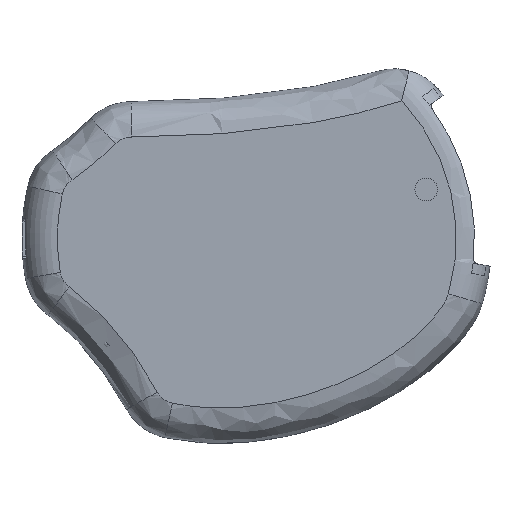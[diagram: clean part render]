
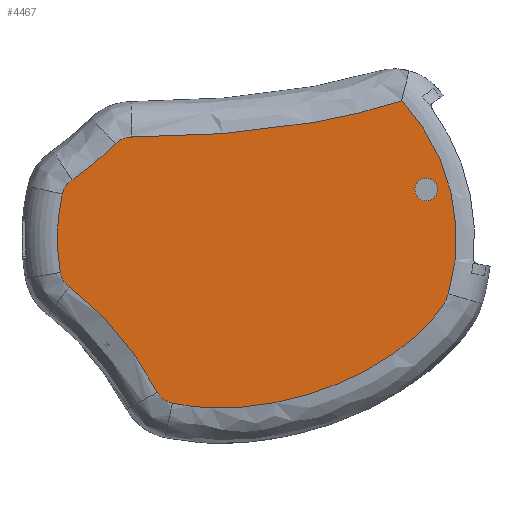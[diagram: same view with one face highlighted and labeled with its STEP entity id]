
A CAD part, front view. The second image highlights one B-rep face of the part: STEP entity #4467.
In plain terms, the highlighted planar face has unit normal (0, -1, 0).
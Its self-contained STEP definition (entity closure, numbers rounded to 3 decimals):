
#18=FACE_BOUND('',#1249,.T.);
#69=PLANE('',#4805);
#996=FACE_OUTER_BOUND('',#1248,.T.);
#1248=EDGE_LOOP('',(#3516,#3517,#3518,#3519,#3520,#3521,#3522,#3523,#3524,
#3525));
#1249=EDGE_LOOP('',(#3526));
#1464=CIRCLE('',#4725,2.25);
#1498=CIRCLE('',#4788,39.5);
#1507=CIRCLE('',#4798,39.5);
#1718=B_SPLINE_CURVE_WITH_KNOTS('',3,(#8698,#8699,#8700,#8701,#8702,#8703,
#8704,#8705,#8706,#8707,#8708),.UNSPECIFIED.,.F.,.F.,(4,2,2,1,2,4),(0.,
1.586,3.607,4.256,5.122,5.413),
 .UNSPECIFIED.);
#1719=B_SPLINE_CURVE_WITH_KNOTS('',3,(#8748,#8749,#8750,#8751,#8752,#8753),
 .UNSPECIFIED.,.F.,.F.,(4,2,4),(-0.349,-0.175,0.),
 .UNSPECIFIED.);
#1721=B_SPLINE_CURVE_WITH_KNOTS('',3,(#8799,#8800,#8801,#8802,#8803,#8804),
 .UNSPECIFIED.,.F.,.F.,(4,2,4),(0.,0.11,1.125),
 .UNSPECIFIED.);
#1723=B_SPLINE_CURVE_WITH_KNOTS('',3,(#8850,#8851,#8852,#8853,#8854,#8855),
 .UNSPECIFIED.,.F.,.F.,(4,2,4),(-0.346,-0.173,0.),
 .UNSPECIFIED.);
#1725=B_SPLINE_CURVE_WITH_KNOTS('',3,(#8908,#8909,#8910,#8911,#8912,#8913),
 .UNSPECIFIED.,.F.,.F.,(4,2,4),(-0.343,-0.172,0.),
 .UNSPECIFIED.);
#1727=B_SPLINE_CURVE_WITH_KNOTS('',3,(#8965,#8966,#8967,#8968,#8969,#8970,
#8971),.UNSPECIFIED.,.F.,.F.,(4,2,1,4),(0.,1.033,2.006,
2.737),.UNSPECIFIED.);
#1729=B_SPLINE_CURVE_WITH_KNOTS('',3,(#9030,#9031,#9032,#9033,#9034,#9035,
#9036,#9037),.UNSPECIFIED.,.F.,.F.,(4,2,2,4),(-0.381,-0.205,
-0.103,0.),.UNSPECIFIED.);
#1731=B_SPLINE_CURVE_WITH_KNOTS('',3,(#9148,#9149,#9150,#9151,#9152,#9153,
#9154,#9155,#9156,#9157,#9158,#9159,#9160,#9161,#9162,#9163,#9164),
 .UNSPECIFIED.,.F.,.F.,(4,1,1,1,2,1,1,2,1,2,1,4),(0.,0.092,
0.185,0.37,0.647,1.047,
1.448,2.049,2.838,3.889,5.212,
6.205),.UNSPECIFIED.);
#1918=VERTEX_POINT('',#7459);
#2017=VERTEX_POINT('',#8595);
#2018=VERTEX_POINT('',#8606);
#2022=VERTEX_POINT('',#8696);
#2024=VERTEX_POINT('',#8746);
#2026=VERTEX_POINT('',#8797);
#2028=VERTEX_POINT('',#8848);
#2030=VERTEX_POINT('',#8865);
#2032=VERTEX_POINT('',#8906);
#2034=VERTEX_POINT('',#8963);
#2036=VERTEX_POINT('',#9028);
#2416=EDGE_CURVE('',#1918,#1918,#1464,.T.);
#2556=EDGE_CURVE('',#2017,#2018,#1498,.T.);
#2562=EDGE_CURVE('',#2022,#2017,#1718,.T.);
#2564=EDGE_CURVE('',#2024,#2022,#1719,.T.);
#2567=EDGE_CURVE('',#2026,#2024,#1721,.T.);
#2570=EDGE_CURVE('',#2028,#2026,#1723,.T.);
#2574=EDGE_CURVE('',#2030,#2028,#1507,.T.);
#2577=EDGE_CURVE('',#2032,#2030,#1725,.T.);
#2580=EDGE_CURVE('',#2034,#2032,#1727,.T.);
#2583=EDGE_CURVE('',#2036,#2034,#1729,.T.);
#2585=EDGE_CURVE('',#2018,#2036,#1731,.T.);
#3516=ORIENTED_EDGE('',*,*,#2556,.F.);
#3517=ORIENTED_EDGE('',*,*,#2562,.F.);
#3518=ORIENTED_EDGE('',*,*,#2564,.F.);
#3519=ORIENTED_EDGE('',*,*,#2567,.F.);
#3520=ORIENTED_EDGE('',*,*,#2570,.F.);
#3521=ORIENTED_EDGE('',*,*,#2574,.F.);
#3522=ORIENTED_EDGE('',*,*,#2577,.F.);
#3523=ORIENTED_EDGE('',*,*,#2580,.F.);
#3524=ORIENTED_EDGE('',*,*,#2583,.F.);
#3525=ORIENTED_EDGE('',*,*,#2585,.F.);
#3526=ORIENTED_EDGE('',*,*,#2416,.T.);
#4467=ADVANCED_FACE('',(#996,#18),#69,.F.);
#4725=AXIS2_PLACEMENT_3D('',#7460,#5264,#5265);
#4788=AXIS2_PLACEMENT_3D('',#8607,#5433,#5434);
#4798=AXIS2_PLACEMENT_3D('',#8867,#5453,#5454);
#4805=AXIS2_PLACEMENT_3D('',#9264,#5473,#5474);
#5264=DIRECTION('center_axis',(0.,1.,0.));
#5265=DIRECTION('ref_axis',(1.,0.,0.));
#5433=DIRECTION('center_axis',(0.,1.,0.));
#5434=DIRECTION('ref_axis',(0.98,0.,-0.2));
#5453=DIRECTION('center_axis',(0.,1.,0.));
#5454=DIRECTION('ref_axis',(-1.,0.,0.025));
#5473=DIRECTION('center_axis',(0.,1.,0.));
#5474=DIRECTION('ref_axis',(1.,0.,0.));
#7459=CARTESIAN_POINT('',(31.29,0.,9.61));
#7460=CARTESIAN_POINT('Origin',(33.54,0.,9.61));
#8595=CARTESIAN_POINT('',(28.674,0.,27.167));
#8606=CARTESIAN_POINT('',(37.928,0.,-11.031));
#8607=CARTESIAN_POINT('Origin',(0.,0.,0.));
#8696=CARTESIAN_POINT('',(-24.812,0.,20.016));
#8698=CARTESIAN_POINT('Ctrl Pts',(-24.812,0.,
20.016));
#8699=CARTESIAN_POINT('Ctrl Pts',(-19.525,0.,
20.025));
#8700=CARTESIAN_POINT('Ctrl Pts',(-14.231,0.,
20.186));
#8701=CARTESIAN_POINT('Ctrl Pts',(-2.222,0.,
20.977));
#8702=CARTESIAN_POINT('Ctrl Pts',(4.481,0.,
21.719));
#8703=CARTESIAN_POINT('Ctrl Pts',(13.267,0.,
23.254));
#8704=CARTESIAN_POINT('Ctrl Pts',(18.23,0.,
24.239));
#8705=CARTESIAN_POINT('Ctrl Pts',(23.134,0.,
25.468));
#8706=CARTESIAN_POINT('Ctrl Pts',(26.82,0.,
26.598));
#8707=CARTESIAN_POINT('Ctrl Pts',(27.747,0.,
26.883));
#8708=CARTESIAN_POINT('Ctrl Pts',(28.674,0.,
27.167));
#8746=CARTESIAN_POINT('',(-27.963,0.,18.722));
#8748=CARTESIAN_POINT('Ctrl Pts',(-27.963,0.,
18.722));
#8749=CARTESIAN_POINT('Ctrl Pts',(-27.548,0.,
19.131));
#8750=CARTESIAN_POINT('Ctrl Pts',(-27.053,0.,
19.458));
#8751=CARTESIAN_POINT('Ctrl Pts',(-25.976,0.,
19.9));
#8752=CARTESIAN_POINT('Ctrl Pts',(-25.394,0.,
20.016));
#8753=CARTESIAN_POINT('Ctrl Pts',(-24.812,0.,
20.016));
#8797=CARTESIAN_POINT('',(-36.591,0.,11.52));
#8799=CARTESIAN_POINT('Ctrl Pts',(-36.591,0.,
11.52));
#8800=CARTESIAN_POINT('Ctrl Pts',(-36.284,0.,
11.72));
#8801=CARTESIAN_POINT('Ctrl Pts',(-35.98,0.,
11.925));
#8802=CARTESIAN_POINT('Ctrl Pts',(-32.899,0.,
14.066));
#8803=CARTESIAN_POINT('Ctrl Pts',(-30.374,0.,
16.347));
#8804=CARTESIAN_POINT('Ctrl Pts',(-27.963,0.,
18.722));
#8848=CARTESIAN_POINT('',(-38.519,0.,8.749));
#8850=CARTESIAN_POINT('Ctrl Pts',(-38.519,0.,
8.749));
#8851=CARTESIAN_POINT('Ctrl Pts',(-38.391,0.,
9.311));
#8852=CARTESIAN_POINT('Ctrl Pts',(-38.154,0.,
9.848));
#8853=CARTESIAN_POINT('Ctrl Pts',(-37.495,0.,
10.795));
#8854=CARTESIAN_POINT('Ctrl Pts',(-37.074,0.,
11.204));
#8855=CARTESIAN_POINT('Ctrl Pts',(-36.591,0.,
11.52));
#8865=CARTESIAN_POINT('',(-38.914,0.,-6.776));
#8867=CARTESIAN_POINT('Origin',(0.,0.,0.));
#8906=CARTESIAN_POINT('',(-37.153,0.,-9.625));
#8908=CARTESIAN_POINT('Ctrl Pts',(-37.153,0.,
-9.625));
#8909=CARTESIAN_POINT('Ctrl Pts',(-37.613,0.,
-9.286));
#8910=CARTESIAN_POINT('Ctrl Pts',(-38.008,0.,
-8.857));
#8911=CARTESIAN_POINT('Ctrl Pts',(-38.609,0.,
-7.884));
#8912=CARTESIAN_POINT('Ctrl Pts',(-38.816,0.,
-7.34));
#8913=CARTESIAN_POINT('Ctrl Pts',(-38.914,0.,
-6.776));
#8963=CARTESIAN_POINT('',(-19.68,0.,-30.475));
#8965=CARTESIAN_POINT('Ctrl Pts',(-19.68,0.,
-30.475));
#8966=CARTESIAN_POINT('Ctrl Pts',(-21.361,0.,
-27.47));
#8967=CARTESIAN_POINT('Ctrl Pts',(-23.19,0.,
-24.53));
#8968=CARTESIAN_POINT('Ctrl Pts',(-27.14,0.,
-19.122));
#8969=CARTESIAN_POINT('Ctrl Pts',(-30.842,0.,
-14.786));
#8970=CARTESIAN_POINT('Ctrl Pts',(-35.194,0.,
-11.071));
#8971=CARTESIAN_POINT('Ctrl Pts',(-37.153,0.,
-9.625));
#9028=CARTESIAN_POINT('',(-16.712,0.,-32.674));
#9030=CARTESIAN_POINT('Ctrl Pts',(-16.712,0.,
-32.674));
#9031=CARTESIAN_POINT('Ctrl Pts',(-17.283,0.,
-32.549));
#9032=CARTESIAN_POINT('Ctrl Pts',(-17.829,0.,
-32.312));
#9033=CARTESIAN_POINT('Ctrl Pts',(-18.591,0.,
-31.786));
#9034=CARTESIAN_POINT('Ctrl Pts',(-18.851,0.,
-31.559));
#9035=CARTESIAN_POINT('Ctrl Pts',(-19.311,0.,
-31.053));
#9036=CARTESIAN_POINT('Ctrl Pts',(-19.513,0.,
-30.773));
#9037=CARTESIAN_POINT('Ctrl Pts',(-19.68,0.,
-30.475));
#9148=CARTESIAN_POINT('Ctrl Pts',(37.928,0.,
-11.031));
#9149=CARTESIAN_POINT('Ctrl Pts',(37.842,0.,
-11.327));
#9150=CARTESIAN_POINT('Ctrl Pts',(37.624,0.,
-11.903));
#9151=CARTESIAN_POINT('Ctrl Pts',(37.066,0.,
-13.013));
#9152=CARTESIAN_POINT('Ctrl Pts',(36.054,0.,
-14.573));
#9153=CARTESIAN_POINT('Ctrl Pts',(35.076,0.,
-15.764));
#9154=CARTESIAN_POINT('Ctrl Pts',(33.566,0.,
-17.453));
#9155=CARTESIAN_POINT('Ctrl Pts',(31.66,0.,
-19.33));
#9156=CARTESIAN_POINT('Ctrl Pts',(28.02,0.,
-22.294));
#9157=CARTESIAN_POINT('Ctrl Pts',(25.21,0.,
-24.149));
#9158=CARTESIAN_POINT('Ctrl Pts',(21.196,0.,
-26.507));
#9159=CARTESIAN_POINT('Ctrl Pts',(15.693,0.,
-29.231));
#9160=CARTESIAN_POINT('Ctrl Pts',(9.783,0.,
-31.172));
#9161=CARTESIAN_POINT('Ctrl Pts',(2.022,0.,
-33.005));
#9162=CARTESIAN_POINT('Ctrl Pts',(-5.68,0.,
-34.014));
#9163=CARTESIAN_POINT('Ctrl Pts',(-13.481,0.,
-33.379));
#9164=CARTESIAN_POINT('Ctrl Pts',(-16.712,0.,
-32.674));
#9264=CARTESIAN_POINT('Origin',(0.,0.,0.));
